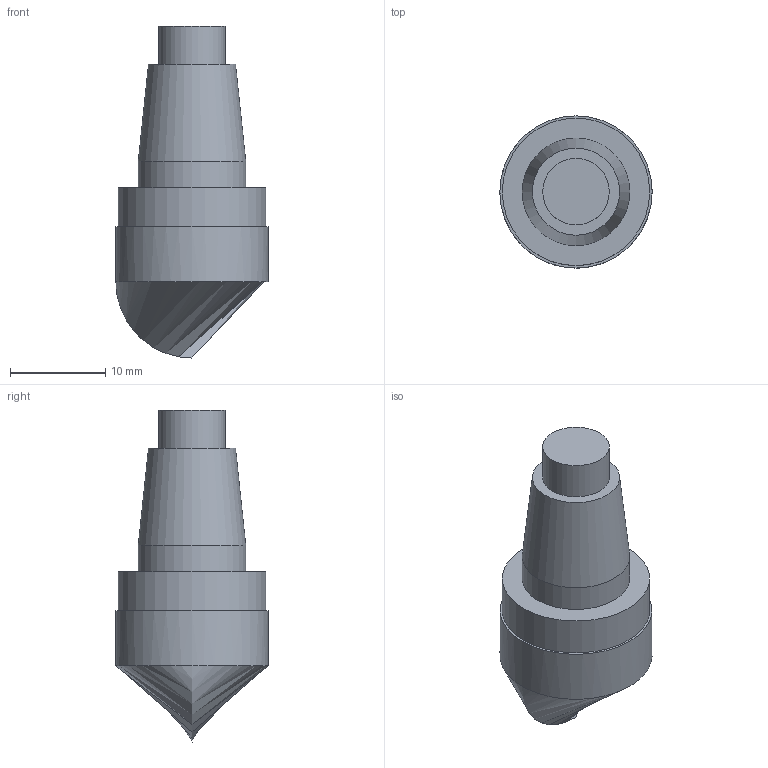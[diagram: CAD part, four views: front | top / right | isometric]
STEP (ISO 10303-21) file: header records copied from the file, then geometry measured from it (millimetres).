
FILE_DESCRIPTION(('STEP'), '1');
FILE_NAME('MOD000000000000000020082348900000.stp', '2018-11-27T13:12:07', (''), (''), 'Express v3.0.0.0', 'Express Tool', 'Unknown');
FILE_SCHEMA(('AUTOMOTIVE_DESIGN'));
Length unit declared in the file: millimetre
Products named in the file (1): 316_16BM210_16080G_SIM
Bounding box: 16 x 16 x 34.9 mm (x, y, z)
Volume: 4308.2 mm3; surface area: 1956.2 mm2
Topology: 2 solids, 3 shells, 12 faces, 24 edges, 17 vertices
Faces by surface type: bspline 12
Entity records: 543 total; most frequent: CARTESIAN_POINT 286, ORIENTED_EDGE 34, DIRECTION 34, EDGE_CURVE 17, EDGE_LOOP 14, AXIS2_PLACEMENT_3D 13, ADVANCED_FACE 12, FACE_OUTER_BOUND 12
